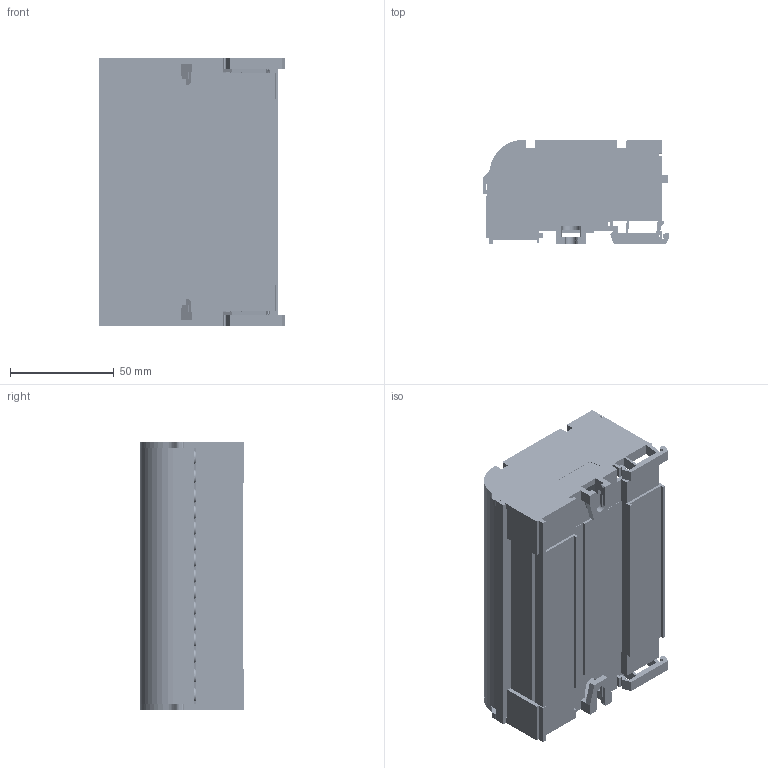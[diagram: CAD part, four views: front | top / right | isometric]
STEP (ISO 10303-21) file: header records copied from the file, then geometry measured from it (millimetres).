
FILE_DESCRIPTION(/* description */ (''),/* implementation_level */ '2;1');
FILE_NAME(/* name */ '3d_ACB4P100G15.stp',/* time_stamp */ '2023-10-31T17:28:40+01:00',/* author */ ('FUMAGALLI'),/* organization */ (''),/* preprocessor_version */ 'ST-DEVELOPER v16.1',/* originating_system */ 'Autodesk Inventor 2016',/* authorisation */ '');
FILE_SCHEMA (('AUTOMOTIVE_DESIGN { 1 0 10303 214 3 1 1 }'));
Length unit declared in the file: millimetre
Products named in the file (1): 3d_ACB4P100G15
Bounding box: 89.96 x 50 x 129.5 mm (x, y, z)
Volume: 128861.9 mm3; surface area: 157378.4 mm2
Topology: 72 solids, 72 shells, 2677 faces, 7369 edges, 4828 vertices
Faces by surface type: plane 1971, cylinder 402, bspline 120, cone 120, torus 60, sphere 4
Full cylindrical faces by diameter (mm): 4.3 x60, 4.5 x24, 5.5 x32, 6.5 x60, 8.5 x8
Entity records: 281006 total; most frequent: CARTESIAN_POINT 215323, ORIENTED_EDGE 13738, DIRECTION 12433, EDGE_CURVE 6869, LINE 5101, VECTOR 5101, VERTEX_POINT 4696, AXIS2_PLACEMENT_3D 3666
